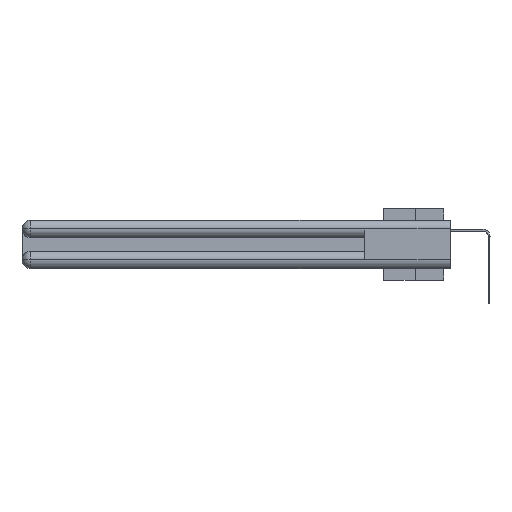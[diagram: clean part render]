
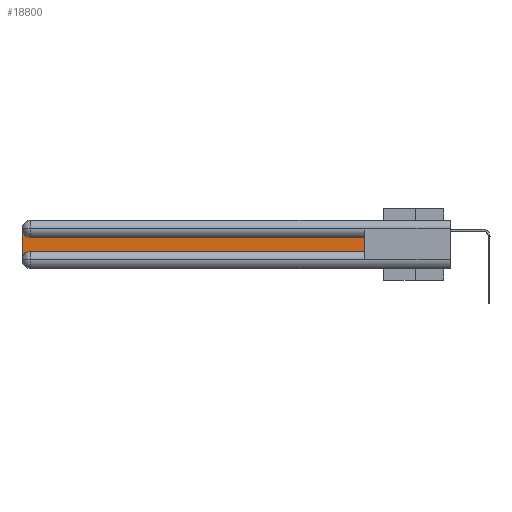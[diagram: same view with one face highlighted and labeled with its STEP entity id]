
A CAD part, left-side view. The second image highlights one B-rep face of the part: STEP entity #18800.
In plain terms, the highlighted planar face has unit normal (-1, 0, 0).
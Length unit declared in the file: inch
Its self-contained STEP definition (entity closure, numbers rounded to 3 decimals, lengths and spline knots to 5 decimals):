
#2760 = CARTESIAN_POINT ( 'NONE',  ( 0.075, 0.6, -0.1225 ) ) ;
#2835 = CARTESIAN_POINT ( 'NONE',  ( 0.075, 3., -0.2775 ) ) ;
#3257 = CARTESIAN_POINT ( 'NONE',  ( 0.075, 3., -0.1225 ) ) ;
#3574 = VECTOR ( 'NONE', #32019, 39.37008 ) ;
#3665 = CIRCLE ( 'NONE', #20748, 0.06 ) ;
#3990 = LINE ( 'NONE', #33375, #33657 ) ;
#4070 = ORIENTED_EDGE ( 'NONE', *, *, #28350, .T. ) ;
#4615 = DIRECTION ( 'NONE',  ( 0., -1., 0. ) ) ;
#5652 = VERTEX_POINT ( 'NONE', #28197 ) ;
#6275 = VERTEX_POINT ( 'NONE', #2760 ) ;
#6718 = LINE ( 'NONE', #20319, #3574 ) ;
#7012 = DIRECTION ( 'NONE',  ( 0., 0., -1. ) ) ;
#7062 = LINE ( 'NONE', #15138, #16476 ) ;
#9758 = CARTESIAN_POINT ( 'NONE',  ( 0.075, 0.6, -0.1225 ) ) ;
#10284 = EDGE_CURVE ( 'NONE', #25435, #10913, #3990, .T. ) ;
#10354 = VECTOR ( 'NONE', #32728, 39.37008 ) ;
#10913 = VERTEX_POINT ( 'NONE', #12914 ) ;
#11347 = DIRECTION ( 'NONE',  ( 1., 0., 0. ) ) ;
#12334 = EDGE_CURVE ( 'NONE', #13558, #25435, #25586, .T. ) ;
#12914 = CARTESIAN_POINT ( 'NONE',  ( 0.075, 0.6, -0.2175 ) ) ;
#13558 = VERTEX_POINT ( 'NONE', #2835 ) ;
#13780 = CARTESIAN_POINT ( 'NONE',  ( 0.075, 3., -0.0625 ) ) ;
#13809 = VERTEX_POINT ( 'NONE', #13780 ) ;
#13962 = CARTESIAN_POINT ( 'NONE',  ( 0.075, 2.94, -0.0625 ) ) ;
#14197 = EDGE_LOOP ( 'NONE', ( #16449, #33731, #4070, #16162, #36815, #28183 ) ) ;
#14704 = DIRECTION ( 'NONE',  ( 0., 0., -1. ) ) ;
#14706 = AXIS2_PLACEMENT_3D ( 'NONE', #29036, #17468, #14704 ) ;
#15012 = DIRECTION ( 'NONE',  ( 0., 0., 1. ) ) ;
#15138 = CARTESIAN_POINT ( 'NONE',  ( 0.075, 0.6, -0.2175 ) ) ;
#16162 = ORIENTED_EDGE ( 'NONE', *, *, #12334, .T. ) ;
#16449 = ORIENTED_EDGE ( 'NONE', *, *, #27362, .T. ) ;
#16476 = VECTOR ( 'NONE', #15012, 39.37008 ) ;
#17468 = DIRECTION ( 'NONE',  ( 1., 0., 0. ) ) ;
#18402 = CARTESIAN_POINT ( 'NONE',  ( 0.075, 2.94, -0.2175 ) ) ;
#18800 = ADVANCED_FACE ( 'NONE', ( #30001 ), #23702, .F. ) ;
#20319 = CARTESIAN_POINT ( 'NONE',  ( 0.075, 3., -0.2175 ) ) ;
#20748 = AXIS2_PLACEMENT_3D ( 'NONE', #13962, #11347, #22704 ) ;
#21064 = DIRECTION ( 'NONE',  ( 1., 0., 0. ) ) ;
#22704 = DIRECTION ( 'NONE',  ( 0., 0., -1. ) ) ;
#22781 = EDGE_CURVE ( 'NONE', #5652, #13809, #3665, .T. ) ;
#23702 = PLANE ( 'NONE',  #30069 ) ;
#25435 = VERTEX_POINT ( 'NONE', #18402 ) ;
#25586 = CIRCLE ( 'NONE', #14706, 0.06 ) ;
#27362 = EDGE_CURVE ( 'NONE', #6275, #5652, #30558, .T. ) ;
#28183 = ORIENTED_EDGE ( 'NONE', *, *, #33143, .T. ) ;
#28197 = CARTESIAN_POINT ( 'NONE',  ( 0.075, 2.94, -0.1225 ) ) ;
#28350 = EDGE_CURVE ( 'NONE', #13809, #13558, #6718, .T. ) ;
#29036 = CARTESIAN_POINT ( 'NONE',  ( 0.075, 2.94, -0.2775 ) ) ;
#30001 = FACE_OUTER_BOUND ( 'NONE', #14197, .T. ) ;
#30069 = AXIS2_PLACEMENT_3D ( 'NONE', #3257, #21064, #7012 ) ;
#30558 = LINE ( 'NONE', #9758, #10354 ) ;
#32019 = DIRECTION ( 'NONE',  ( 0., 0., -1. ) ) ;
#32728 = DIRECTION ( 'NONE',  ( 0., 1., 0. ) ) ;
#33143 = EDGE_CURVE ( 'NONE', #10913, #6275, #7062, .T. ) ;
#33375 = CARTESIAN_POINT ( 'NONE',  ( 0.075, 0.6, -0.2175 ) ) ;
#33657 = VECTOR ( 'NONE', #4615, 39.37008 ) ;
#33731 = ORIENTED_EDGE ( 'NONE', *, *, #22781, .T. ) ;
#36815 = ORIENTED_EDGE ( 'NONE', *, *, #10284, .T. ) ;
